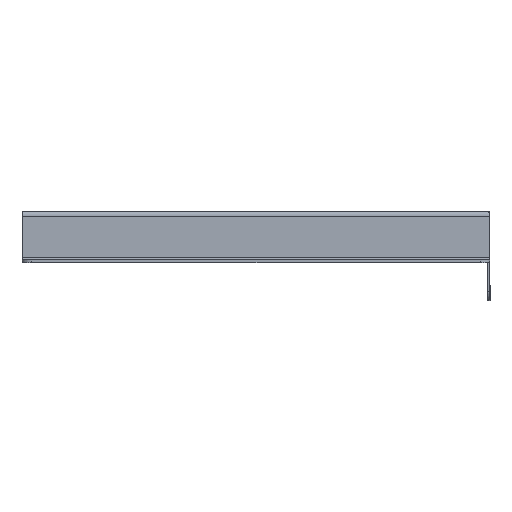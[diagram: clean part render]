
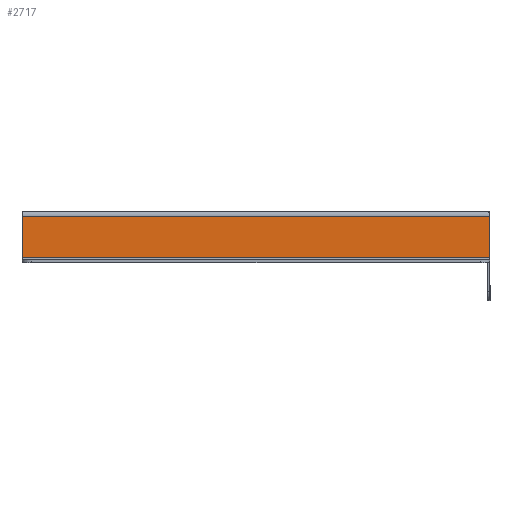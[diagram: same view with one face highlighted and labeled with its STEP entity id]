
A CAD part, left-side view. The second image highlights one B-rep face of the part: STEP entity #2717.
In plain terms, the highlighted planar face has unit normal (-1, 0, 0).
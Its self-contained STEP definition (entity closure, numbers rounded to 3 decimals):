
#183 = DIRECTION ( 'NONE',  ( 0., -1., 0. ) ) ;
#190 = CARTESIAN_POINT ( 'NONE',  ( -220., 240., -25. ) ) ;
#215 = CARTESIAN_POINT ( 'NONE',  ( -220., 240., -2.5 ) ) ;
#230 = DIRECTION ( 'NONE',  ( 0., -1., 0. ) ) ;
#345 = EDGE_CURVE ( 'NONE', #1237, #2254, #3153, .T. ) ;
#706 = FACE_OUTER_BOUND ( 'NONE', #3990, .T. ) ;
#753 = VECTOR ( 'NONE', #230, 1000. ) ;
#810 = PLANE ( 'NONE',  #1821 ) ;
#830 = EDGE_CURVE ( 'NONE', #1993, #1237, #1342, .T. ) ;
#839 = VERTEX_POINT ( 'NONE', #2597 ) ;
#1001 = LINE ( 'NONE', #215, #753 ) ;
#1076 = VECTOR ( 'NONE', #3644, 1000. ) ;
#1237 = VERTEX_POINT ( 'NONE', #3910 ) ;
#1335 = EDGE_CURVE ( 'NONE', #839, #2254, #3659, .T. ) ;
#1342 = LINE ( 'NONE', #2277, #1953 ) ;
#1660 = CARTESIAN_POINT ( 'NONE',  ( -220., 0., -25. ) ) ;
#1767 = ORIENTED_EDGE ( 'NONE', *, *, #345, .T. ) ;
#1821 = AXIS2_PLACEMENT_3D ( 'NONE', #190, #1822, #3064 ) ;
#1822 = DIRECTION ( 'NONE',  ( -1., 0., 0. ) ) ;
#1953 = VECTOR ( 'NONE', #3556, 1000. ) ;
#1993 = VERTEX_POINT ( 'NONE', #3324 ) ;
#2159 = ORIENTED_EDGE ( 'NONE', *, *, #3661, .F. ) ;
#2254 = VERTEX_POINT ( 'NONE', #2308 ) ;
#2277 = CARTESIAN_POINT ( 'NONE',  ( -220., 240., -25. ) ) ;
#2293 = VECTOR ( 'NONE', #183, 1000. ) ;
#2308 = CARTESIAN_POINT ( 'NONE',  ( -220., 0., -24. ) ) ;
#2597 = CARTESIAN_POINT ( 'NONE',  ( -220., 0., -2.5 ) ) ;
#2717 = ADVANCED_FACE ( 'NONE', ( #706 ), #810, .T. ) ;
#3064 = DIRECTION ( 'NONE',  ( 0., 0., 1. ) ) ;
#3153 = LINE ( 'NONE', #3730, #2293 ) ;
#3324 = CARTESIAN_POINT ( 'NONE',  ( -220., 240., -2.5 ) ) ;
#3556 = DIRECTION ( 'NONE',  ( 0., 0., -1. ) ) ;
#3644 = DIRECTION ( 'NONE',  ( 0., 0., -1. ) ) ;
#3659 = LINE ( 'NONE', #1660, #1076 ) ;
#3661 = EDGE_CURVE ( 'NONE', #1993, #839, #1001, .T. ) ;
#3730 = CARTESIAN_POINT ( 'NONE',  ( -220., 240., -24. ) ) ;
#3910 = CARTESIAN_POINT ( 'NONE',  ( -220., 240., -24. ) ) ;
#3990 = EDGE_LOOP ( 'NONE', ( #4202, #2159, #4031, #1767 ) ) ;
#4031 = ORIENTED_EDGE ( 'NONE', *, *, #830, .T. ) ;
#4202 = ORIENTED_EDGE ( 'NONE', *, *, #1335, .F. ) ;
